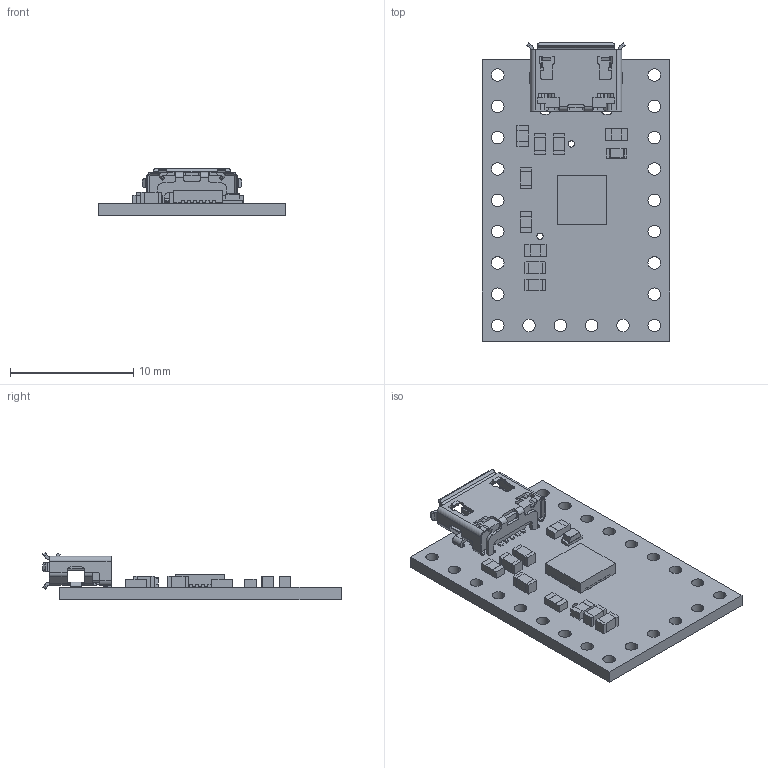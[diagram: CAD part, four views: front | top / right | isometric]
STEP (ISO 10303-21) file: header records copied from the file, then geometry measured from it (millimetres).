
FILE_DESCRIPTION (( 'STEP AP214' ), '1' );
FILE_NAME ('cp2102n-usb-to-serial-adapter-carrier.step', '2020-09-18T00:31:39', ( '' ), ( '' ), 'SwSTEP 2.0', 'SolidWorks 2020', '' );
FILE_SCHEMA (( 'AUTOMOTIVE_DESIGN' ));
Length unit declared in the file: millimetre
Products named in the file (1): cp2102n-usb-to-serial-adapter-carrier
Bounding box: 15.24 x 24.2 x 3.85 mm (x, y, z)
Volume: 403.6 mm3; surface area: 1138.4 mm2
Topology: 1 solids, 1 shells, 1215 faces, 3460 edges, 2250 vertices
Faces by surface type: plane 761, cylinder 276, bspline 164, cone 6, sphere 4, torus 4
Entity records: 59385 total; most frequent: CARTESIAN_POINT 14984, ORIENTED_EDGE 6912, DIRECTION 5706, EDGE_CURVE 3456, LINE 2510, VECTOR 2510, VERTEX_POINT 2250, AXIS2_PLACEMENT_3D 1598
